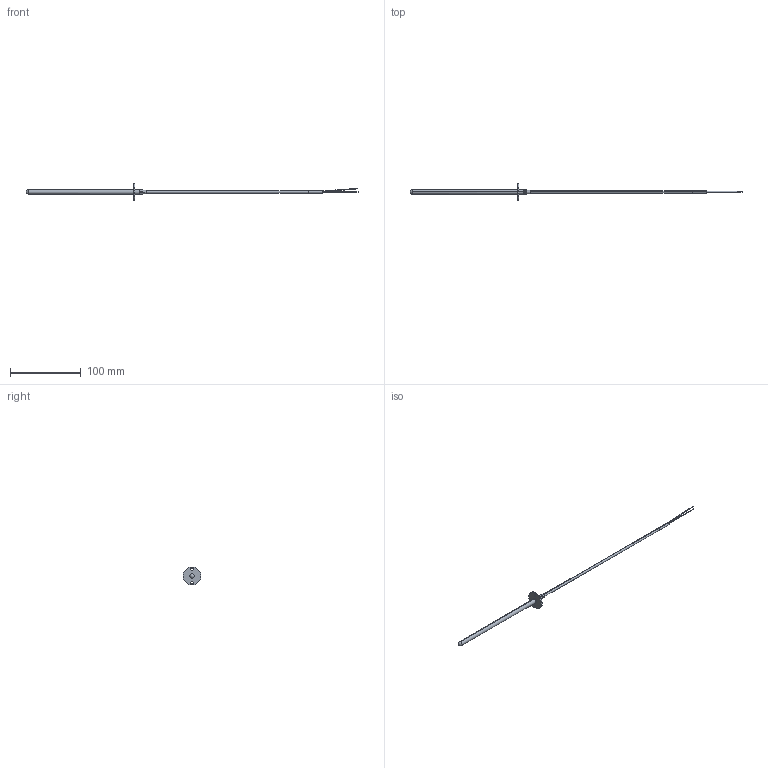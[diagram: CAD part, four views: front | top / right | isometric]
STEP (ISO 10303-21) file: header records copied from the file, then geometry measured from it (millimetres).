
FILE_DESCRIPTION (( 'STEP AP214' ), '1' );
FILE_NAME ('THMJ-F06L06-01.STEP', '2021-06-09T01:07:44', ( '' ), ( '' ), 'SwSTEP 2.0', 'SolidWorks 2017', '' );
FILE_SCHEMA (( 'AUTOMOTIVE_DESIGN' ));
Length unit declared in the file: inch
Products named in the file (1): THMJ-F06L06-01
Bounding box: 469.9 x 25.4 x 25.4 mm (x, y, z)
Volume: 8716.4 mm3; surface area: 14357.7 mm2
Topology: 7 solids, 7 shells, 65 faces, 145 edges, 96 vertices
Faces by surface type: cylinder 32, plane 30, bspline 3
Entity records: 2012 total; most frequent: CARTESIAN_POINT 388, DIRECTION 339, ORIENTED_EDGE 286, EDGE_CURVE 143, AXIS2_PLACEMENT_3D 141, VERTEX_POINT 96, EDGE_LOOP 81, CIRCLE 78
